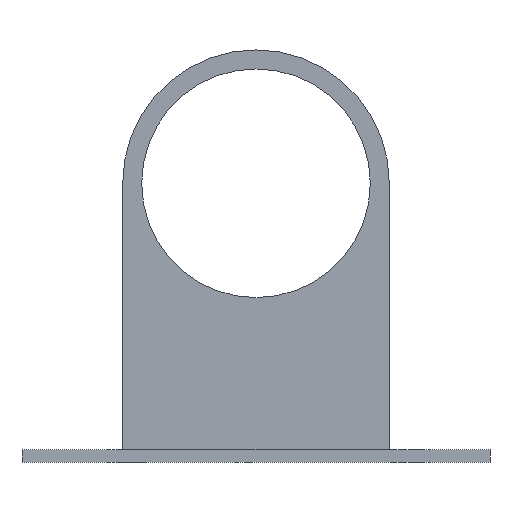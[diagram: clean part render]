
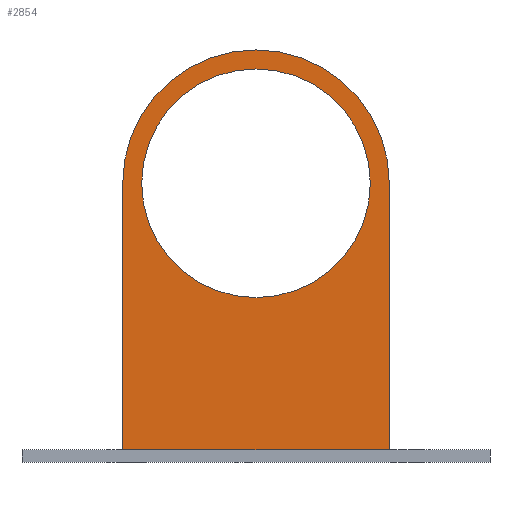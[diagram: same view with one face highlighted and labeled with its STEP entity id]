
A CAD part, front view. The second image highlights one B-rep face of the part: STEP entity #2854.
In plain terms, the highlighted planar face has unit normal (0, -1, 0).
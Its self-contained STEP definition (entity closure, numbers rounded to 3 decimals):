
#2044 = PLANE('',#2045);
#2045 = AXIS2_PLACEMENT_3D('',#2046,#2047,#2048);
#2046 = CARTESIAN_POINT('',(-61.599,-129.,1.6));
#2047 = DIRECTION('',(0.,0.,1.));
#2048 = DIRECTION('',(1.,0.,0.));
#2221 = VERTEX_POINT('',#2222);
#2222 = CARTESIAN_POINT('',(-35.099,-26.495,1.6));
#2236 = PLANE('',#2237);
#2237 = AXIS2_PLACEMENT_3D('',#2238,#2239,#2240);
#2238 = CARTESIAN_POINT('',(-35.099,-5.,-33.499));
#2239 = DIRECTION('',(1.,0.,0.));
#2240 = DIRECTION('',(0.,-1.,0.));
#2277 = VERTEX_POINT('',#2278);
#2278 = CARTESIAN_POINT('',(35.099,-26.495,1.6));
#2292 = PLANE('',#2293);
#2293 = AXIS2_PLACEMENT_3D('',#2294,#2295,#2296);
#2294 = CARTESIAN_POINT('',(35.099,-5.,-33.499));
#2295 = DIRECTION('',(1.,0.,0.));
#2296 = DIRECTION('',(0.,-1.,0.));
#2304 = EDGE_CURVE('',#2221,#2277,#2305,.T.);
#2305 = SURFACE_CURVE('',#2306,(#2310,#2317),.PCURVE_S1.);
#2306 = LINE('',#2307,#2308);
#2307 = CARTESIAN_POINT('',(0.,-26.495,1.6));
#2308 = VECTOR('',#2309,1.);
#2309 = DIRECTION('',(1.,0.,0.));
#2310 = PCURVE('',#2044,#2311);
#2311 = DEFINITIONAL_REPRESENTATION('',(#2312),#2316);
#2312 = LINE('',#2313,#2314);
#2313 = CARTESIAN_POINT('',(61.599,102.505));
#2314 = VECTOR('',#2315,1.);
#2315 = DIRECTION('',(1.,0.));
#2316 = ( GEOMETRIC_REPRESENTATION_CONTEXT(2) 
PARAMETRIC_REPRESENTATION_CONTEXT() REPRESENTATION_CONTEXT('2D SPACE',''
  ) );
#2317 = PCURVE('',#2318,#2323);
#2318 = PLANE('',#2319);
#2319 = AXIS2_PLACEMENT_3D('',#2320,#2321,#2322);
#2320 = CARTESIAN_POINT('',(-35.099,-26.495,
    -33.499));
#2321 = DIRECTION('',(0.,-1.,0.));
#2322 = DIRECTION('',(1.,0.,0.));
#2323 = DEFINITIONAL_REPRESENTATION('',(#2324),#2328);
#2324 = LINE('',#2325,#2326);
#2325 = CARTESIAN_POINT('',(35.099,35.099));
#2326 = VECTOR('',#2327,1.);
#2327 = DIRECTION('',(1.,0.));
#2328 = ( GEOMETRIC_REPRESENTATION_CONTEXT(2) 
PARAMETRIC_REPRESENTATION_CONTEXT() REPRESENTATION_CONTEXT('2D SPACE',''
  ) );
#2782 = EDGE_CURVE('',#2221,#2783,#2785,.T.);
#2783 = VERTEX_POINT('',#2784);
#2784 = CARTESIAN_POINT('',(-35.099,-26.495,
    71.808));
#2785 = SURFACE_CURVE('',#2786,(#2790,#2797),.PCURVE_S1.);
#2786 = LINE('',#2787,#2788);
#2787 = CARTESIAN_POINT('',(-35.099,-26.495,
    -33.499));
#2788 = VECTOR('',#2789,1.);
#2789 = DIRECTION('',(0.,0.,1.));
#2790 = PCURVE('',#2236,#2791);
#2791 = DEFINITIONAL_REPRESENTATION('',(#2792),#2796);
#2792 = LINE('',#2793,#2794);
#2793 = CARTESIAN_POINT('',(21.495,0.));
#2794 = VECTOR('',#2795,1.);
#2795 = DIRECTION('',(0.,-1.));
#2796 = ( GEOMETRIC_REPRESENTATION_CONTEXT(2) 
PARAMETRIC_REPRESENTATION_CONTEXT() REPRESENTATION_CONTEXT('2D SPACE',''
  ) );
#2797 = PCURVE('',#2318,#2798);
#2798 = DEFINITIONAL_REPRESENTATION('',(#2799),#2803);
#2799 = LINE('',#2800,#2801);
#2800 = CARTESIAN_POINT('',(0.,0.));
#2801 = VECTOR('',#2802,1.);
#2802 = DIRECTION('',(0.,1.));
#2803 = ( GEOMETRIC_REPRESENTATION_CONTEXT(2) 
PARAMETRIC_REPRESENTATION_CONTEXT() REPRESENTATION_CONTEXT('2D SPACE',''
  ) );
#2843 = CYLINDRICAL_SURFACE('',#2844,35.089);
#2844 = AXIS2_PLACEMENT_3D('',#2845,#2846,#2847);
#2845 = CARTESIAN_POINT('',(-0.01,-5.,71.808));
#2846 = DIRECTION('',(0.,-1.,0.));
#2847 = DIRECTION('',(-1.,-0.,0.));
#2854 = ADVANCED_FACE('',(#2855,#2965),#2318,.T.);
#2855 = FACE_BOUND('',#2856,.T.);
#2856 = EDGE_LOOP('',(#2857,#2858,#2859,#2882,#2911,#2939));
#2857 = ORIENTED_EDGE('',*,*,#2782,.F.);
#2858 = ORIENTED_EDGE('',*,*,#2304,.T.);
#2859 = ORIENTED_EDGE('',*,*,#2860,.T.);
#2860 = EDGE_CURVE('',#2277,#2861,#2863,.T.);
#2861 = VERTEX_POINT('',#2862);
#2862 = CARTESIAN_POINT('',(35.099,-26.495,
    71.808));
#2863 = SURFACE_CURVE('',#2864,(#2868,#2875),.PCURVE_S1.);
#2864 = LINE('',#2865,#2866);
#2865 = CARTESIAN_POINT('',(35.099,-26.495,
    -33.499));
#2866 = VECTOR('',#2867,1.);
#2867 = DIRECTION('',(0.,0.,1.));
#2868 = PCURVE('',#2318,#2869);
#2869 = DEFINITIONAL_REPRESENTATION('',(#2870),#2874);
#2870 = LINE('',#2871,#2872);
#2871 = CARTESIAN_POINT('',(70.198,0.));
#2872 = VECTOR('',#2873,1.);
#2873 = DIRECTION('',(0.,1.));
#2874 = ( GEOMETRIC_REPRESENTATION_CONTEXT(2) 
PARAMETRIC_REPRESENTATION_CONTEXT() REPRESENTATION_CONTEXT('2D SPACE',''
  ) );
#2875 = PCURVE('',#2292,#2876);
#2876 = DEFINITIONAL_REPRESENTATION('',(#2877),#2881);
#2877 = LINE('',#2878,#2879);
#2878 = CARTESIAN_POINT('',(21.495,0.));
#2879 = VECTOR('',#2880,1.);
#2880 = DIRECTION('',(0.,-1.));
#2881 = ( GEOMETRIC_REPRESENTATION_CONTEXT(2) 
PARAMETRIC_REPRESENTATION_CONTEXT() REPRESENTATION_CONTEXT('2D SPACE',''
  ) );
#2882 = ORIENTED_EDGE('',*,*,#2883,.T.);
#2883 = EDGE_CURVE('',#2861,#2884,#2886,.T.);
#2884 = VERTEX_POINT('',#2885);
#2885 = CARTESIAN_POINT('',(0.01,-26.495,
    106.896));
#2886 = SURFACE_CURVE('',#2887,(#2892,#2899),.PCURVE_S1.);
#2887 = CIRCLE('',#2888,35.089);
#2888 = AXIS2_PLACEMENT_3D('',#2889,#2890,#2891);
#2889 = CARTESIAN_POINT('',(0.01,-26.495,
    71.808));
#2890 = DIRECTION('',(0.,-1.,0.));
#2891 = DIRECTION('',(0.,-0.,-1.));
#2892 = PCURVE('',#2318,#2893);
#2893 = DEFINITIONAL_REPRESENTATION('',(#2894),#2898);
#2894 = CIRCLE('',#2895,35.089);
#2895 = AXIS2_PLACEMENT_2D('',#2896,#2897);
#2896 = CARTESIAN_POINT('',(35.109,105.306));
#2897 = DIRECTION('',(0.,-1.));
#2898 = ( GEOMETRIC_REPRESENTATION_CONTEXT(2) 
PARAMETRIC_REPRESENTATION_CONTEXT() REPRESENTATION_CONTEXT('2D SPACE',''
  ) );
#2899 = PCURVE('',#2900,#2905);
#2900 = CYLINDRICAL_SURFACE('',#2901,35.089);
#2901 = AXIS2_PLACEMENT_3D('',#2902,#2903,#2904);
#2902 = CARTESIAN_POINT('',(0.01,-5.,71.808));
#2903 = DIRECTION('',(0.,-1.,0.));
#2904 = DIRECTION('',(1.,0.,0.));
#2905 = DEFINITIONAL_REPRESENTATION('',(#2906),#2910);
#2906 = LINE('',#2907,#2908);
#2907 = CARTESIAN_POINT('',(-1.571,21.495));
#2908 = VECTOR('',#2909,1.);
#2909 = DIRECTION('',(1.,0.));
#2910 = ( GEOMETRIC_REPRESENTATION_CONTEXT(2) 
PARAMETRIC_REPRESENTATION_CONTEXT() REPRESENTATION_CONTEXT('2D SPACE',''
  ) );
#2911 = ORIENTED_EDGE('',*,*,#2912,.F.);
#2912 = EDGE_CURVE('',#2913,#2884,#2915,.T.);
#2913 = VERTEX_POINT('',#2914);
#2914 = CARTESIAN_POINT('',(-0.01,-26.495,
    106.896));
#2915 = SURFACE_CURVE('',#2916,(#2920,#2927),.PCURVE_S1.);
#2916 = LINE('',#2917,#2918);
#2917 = CARTESIAN_POINT('',(-35.099,-26.495,
    106.896));
#2918 = VECTOR('',#2919,1.);
#2919 = DIRECTION('',(1.,0.,0.));
#2920 = PCURVE('',#2318,#2921);
#2921 = DEFINITIONAL_REPRESENTATION('',(#2922),#2926);
#2922 = LINE('',#2923,#2924);
#2923 = CARTESIAN_POINT('',(0.,140.395));
#2924 = VECTOR('',#2925,1.);
#2925 = DIRECTION('',(1.,0.));
#2926 = ( GEOMETRIC_REPRESENTATION_CONTEXT(2) 
PARAMETRIC_REPRESENTATION_CONTEXT() REPRESENTATION_CONTEXT('2D SPACE',''
  ) );
#2927 = PCURVE('',#2928,#2933);
#2928 = PLANE('',#2929);
#2929 = AXIS2_PLACEMENT_3D('',#2930,#2931,#2932);
#2930 = CARTESIAN_POINT('',(-35.099,-5.,106.896));
#2931 = DIRECTION('',(0.,0.,1.));
#2932 = DIRECTION('',(0.,-1.,0.));
#2933 = DEFINITIONAL_REPRESENTATION('',(#2934),#2938);
#2934 = LINE('',#2935,#2936);
#2935 = CARTESIAN_POINT('',(21.495,0.));
#2936 = VECTOR('',#2937,1.);
#2937 = DIRECTION('',(0.,1.));
#2938 = ( GEOMETRIC_REPRESENTATION_CONTEXT(2) 
PARAMETRIC_REPRESENTATION_CONTEXT() REPRESENTATION_CONTEXT('2D SPACE',''
  ) );
#2939 = ORIENTED_EDGE('',*,*,#2940,.F.);
#2940 = EDGE_CURVE('',#2783,#2913,#2941,.T.);
#2941 = SURFACE_CURVE('',#2942,(#2947,#2958),.PCURVE_S1.);
#2942 = CIRCLE('',#2943,35.089);
#2943 = AXIS2_PLACEMENT_3D('',#2944,#2945,#2946);
#2944 = CARTESIAN_POINT('',(-0.01,-26.495,
    71.808));
#2945 = DIRECTION('',(-0.,1.,0.));
#2946 = DIRECTION('',(0.,0.,-1.));
#2947 = PCURVE('',#2318,#2948);
#2948 = DEFINITIONAL_REPRESENTATION('',(#2949),#2957);
#2949 = ( BOUNDED_CURVE() B_SPLINE_CURVE(2,(#2950,#2951,#2952,#2953,
#2954,#2955,#2956),.UNSPECIFIED.,.T.,.F.) B_SPLINE_CURVE_WITH_KNOTS((1,2
    ,2,2,2,1),(-2.094,0.,2.094,4.189,
6.283,8.378),.UNSPECIFIED.) CURVE() 
GEOMETRIC_REPRESENTATION_ITEM() RATIONAL_B_SPLINE_CURVE((1.,0.5,1.,0.5,
1.,0.5,1.)) REPRESENTATION_ITEM('') );
#2950 = CARTESIAN_POINT('',(35.089,70.218));
#2951 = CARTESIAN_POINT('',(-25.687,70.218));
#2952 = CARTESIAN_POINT('',(4.701,122.851));
#2953 = CARTESIAN_POINT('',(35.089,175.484));
#2954 = CARTESIAN_POINT('',(65.477,122.851));
#2955 = CARTESIAN_POINT('',(95.864,70.218));
#2956 = CARTESIAN_POINT('',(35.089,70.218));
#2957 = ( GEOMETRIC_REPRESENTATION_CONTEXT(2) 
PARAMETRIC_REPRESENTATION_CONTEXT() REPRESENTATION_CONTEXT('2D SPACE',''
  ) );
#2958 = PCURVE('',#2843,#2959);
#2959 = DEFINITIONAL_REPRESENTATION('',(#2960),#2964);
#2960 = LINE('',#2961,#2962);
#2961 = CARTESIAN_POINT('',(1.571,21.495));
#2962 = VECTOR('',#2963,1.);
#2963 = DIRECTION('',(-1.,0.));
#2964 = ( GEOMETRIC_REPRESENTATION_CONTEXT(2) 
PARAMETRIC_REPRESENTATION_CONTEXT() REPRESENTATION_CONTEXT('2D SPACE',''
  ) );
#2965 = FACE_BOUND('',#2966,.T.);
#2966 = EDGE_LOOP('',(#2967));
#2967 = ORIENTED_EDGE('',*,*,#2968,.T.);
#2968 = EDGE_CURVE('',#2969,#2969,#2971,.T.);
#2969 = VERTEX_POINT('',#2970);
#2970 = CARTESIAN_POINT('',(30.099,-26.495,
    71.798));
#2971 = SURFACE_CURVE('',#2972,(#2977,#2988),.PCURVE_S1.);
#2972 = CIRCLE('',#2973,30.099);
#2973 = AXIS2_PLACEMENT_3D('',#2974,#2975,#2976);
#2974 = CARTESIAN_POINT('',(0.,-26.495,71.798));
#2975 = DIRECTION('',(-0.,1.,0.));
#2976 = DIRECTION('',(1.,0.,0.));
#2977 = PCURVE('',#2318,#2978);
#2978 = DEFINITIONAL_REPRESENTATION('',(#2979),#2987);
#2979 = ( BOUNDED_CURVE() B_SPLINE_CURVE(2,(#2980,#2981,#2982,#2983,
#2984,#2985,#2986),.UNSPECIFIED.,.T.,.F.) B_SPLINE_CURVE_WITH_KNOTS((1,2
    ,2,2,2,1),(-2.094,0.,2.094,4.189,
6.283,8.378),.UNSPECIFIED.) CURVE() 
GEOMETRIC_REPRESENTATION_ITEM() RATIONAL_B_SPLINE_CURVE((1.,0.5,1.,0.5,
1.,0.5,1.)) REPRESENTATION_ITEM('') );
#2980 = CARTESIAN_POINT('',(65.198,105.296));
#2981 = CARTESIAN_POINT('',(65.198,53.164));
#2982 = CARTESIAN_POINT('',(20.049,79.23));
#2983 = CARTESIAN_POINT('',(-25.099,105.296));
#2984 = CARTESIAN_POINT('',(20.049,131.363));
#2985 = CARTESIAN_POINT('',(65.198,157.429));
#2986 = CARTESIAN_POINT('',(65.198,105.296));
#2987 = ( GEOMETRIC_REPRESENTATION_CONTEXT(2) 
PARAMETRIC_REPRESENTATION_CONTEXT() REPRESENTATION_CONTEXT('2D SPACE',''
  ) );
#2988 = PCURVE('',#2989,#2994);
#2989 = CYLINDRICAL_SURFACE('',#2990,30.099);
#2990 = AXIS2_PLACEMENT_3D('',#2991,#2992,#2993);
#2991 = CARTESIAN_POINT('',(0.,89.549,71.798));
#2992 = DIRECTION('',(0.,1.,0.));
#2993 = DIRECTION('',(1.,0.,0.));
#2994 = DEFINITIONAL_REPRESENTATION('',(#2995),#2999);
#2995 = LINE('',#2996,#2997);
#2996 = CARTESIAN_POINT('',(-6.283,-116.044));
#2997 = VECTOR('',#2998,1.);
#2998 = DIRECTION('',(1.,-0.));
#2999 = ( GEOMETRIC_REPRESENTATION_CONTEXT(2) 
PARAMETRIC_REPRESENTATION_CONTEXT() REPRESENTATION_CONTEXT('2D SPACE',''
  ) );
